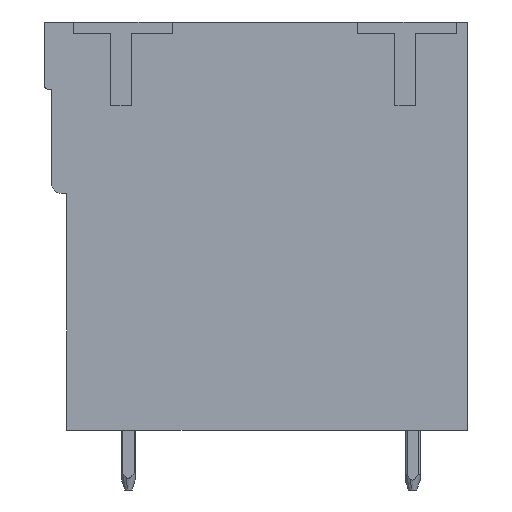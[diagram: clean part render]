
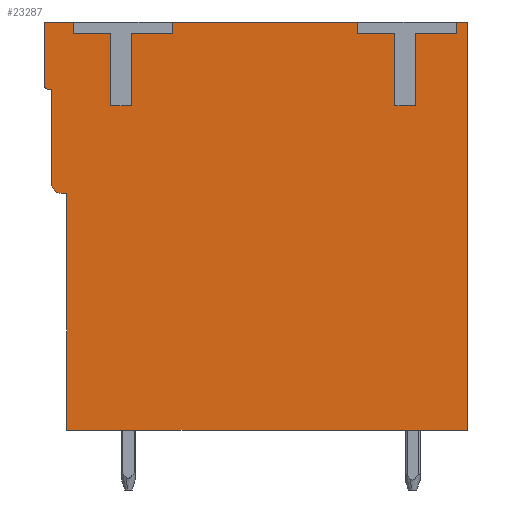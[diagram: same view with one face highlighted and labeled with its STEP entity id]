
A CAD part, left-side view. The second image highlights one B-rep face of the part: STEP entity #23287.
In plain terms, the highlighted planar face has unit normal (-1, 0, 0).
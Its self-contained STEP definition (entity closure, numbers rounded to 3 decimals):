
#21371=AXIS2_PLACEMENT_3D('Circle Axis2P3D',#21369,#21370,$) ;
#21443=AXIS2_PLACEMENT_3D('Circle Axis2P3D',#21441,#21442,$) ;
#23245=AXIS2_PLACEMENT_3D('Plane Axis2P3D',#23242,#23243,#23244) ;
#458=CARTESIAN_POINT('Vertex',(0.3,21.5,3.2)) ;
#461=CARTESIAN_POINT('Line Origine',(0.3,21.5,9.55)) ;
#465=CARTESIAN_POINT('Vertex',(0.3,21.5,15.9)) ;
#19521=CARTESIAN_POINT('Vertex',(0.3,5.9,25.1)) ;
#19524=CARTESIAN_POINT('Line Origine',(0.3,5.9,24.8)) ;
#19528=CARTESIAN_POINT('Vertex',(0.3,5.9,24.5)) ;
#19543=CARTESIAN_POINT('Line Origine',(0.3,4.9,24.5)) ;
#19547=CARTESIAN_POINT('Vertex',(0.3,3.9,24.5)) ;
#19562=CARTESIAN_POINT('Line Origine',(0.3,3.9,22.55)) ;
#19566=CARTESIAN_POINT('Vertex',(0.3,3.9,20.6)) ;
#19581=CARTESIAN_POINT('Line Origine',(0.3,3.35,20.6)) ;
#19585=CARTESIAN_POINT('Vertex',(0.3,2.8,20.6)) ;
#19600=CARTESIAN_POINT('Line Origine',(0.3,2.8,22.55)) ;
#19604=CARTESIAN_POINT('Vertex',(0.3,2.8,24.5)) ;
#19619=CARTESIAN_POINT('Line Origine',(0.3,1.7,24.5)) ;
#19623=CARTESIAN_POINT('Vertex',(0.3,0.6,24.5)) ;
#19638=CARTESIAN_POINT('Line Origine',(0.3,0.6,24.8)) ;
#19642=CARTESIAN_POINT('Vertex',(0.3,0.6,25.1)) ;
#19661=CARTESIAN_POINT('Vertex',(0.3,21.14,25.1)) ;
#19664=CARTESIAN_POINT('Line Origine',(0.3,21.14,24.8)) ;
#19668=CARTESIAN_POINT('Vertex',(0.3,21.14,24.5)) ;
#19683=CARTESIAN_POINT('Line Origine',(0.3,20.14,24.5)) ;
#19687=CARTESIAN_POINT('Vertex',(0.3,19.14,24.5)) ;
#19702=CARTESIAN_POINT('Line Origine',(0.3,19.14,22.55)) ;
#19706=CARTESIAN_POINT('Vertex',(0.3,19.14,20.6)) ;
#19721=CARTESIAN_POINT('Line Origine',(0.3,18.59,20.6)) ;
#19725=CARTESIAN_POINT('Vertex',(0.3,18.04,20.6)) ;
#19740=CARTESIAN_POINT('Line Origine',(0.3,18.04,22.55)) ;
#19744=CARTESIAN_POINT('Vertex',(0.3,18.04,24.5)) ;
#19759=CARTESIAN_POINT('Line Origine',(0.3,16.94,24.5)) ;
#19763=CARTESIAN_POINT('Vertex',(0.3,15.84,24.5)) ;
#19778=CARTESIAN_POINT('Line Origine',(0.3,15.84,24.8)) ;
#19782=CARTESIAN_POINT('Vertex',(0.3,15.84,25.1)) ;
#21345=CARTESIAN_POINT('Line Origine',(0.3,21.65,15.9)) ;
#21349=CARTESIAN_POINT('Vertex',(0.3,21.8,15.9)) ;
#21369=CARTESIAN_POINT('Axis2P3D Location',(0.3,21.8,16.4)) ;
#21373=CARTESIAN_POINT('Vertex',(0.3,22.3,16.4)) ;
#21393=CARTESIAN_POINT('Line Origine',(0.3,22.3,18.95)) ;
#21397=CARTESIAN_POINT('Vertex',(0.3,22.3,21.5)) ;
#21417=CARTESIAN_POINT('Line Origine',(0.3,22.4,21.5)) ;
#21421=CARTESIAN_POINT('Vertex',(0.3,22.5,21.5)) ;
#21441=CARTESIAN_POINT('Axis2P3D Location',(0.3,22.5,21.7)) ;
#21445=CARTESIAN_POINT('Vertex',(0.3,22.7,21.7)) ;
#21465=CARTESIAN_POINT('Line Origine',(0.3,22.7,23.4)) ;
#21469=CARTESIAN_POINT('Vertex',(0.3,22.7,25.1)) ;
#21489=CARTESIAN_POINT('Line Origine',(0.3,10.87,25.1)) ;
#21494=CARTESIAN_POINT('Line Origine',(0.3,0.3,25.1)) ;
#21498=CARTESIAN_POINT('Vertex',(0.3,0.,25.1)) ;
#21506=CARTESIAN_POINT('Line Origine',(0.3,21.92,25.1)) ;
#23242=CARTESIAN_POINT('Axis2P3D Location',(0.3,0.,0.)) ;
#23247=CARTESIAN_POINT('Line Origine',(0.3,10.75,3.2)) ;
#23251=CARTESIAN_POINT('Vertex',(0.3,0.,3.2)) ;
#23254=CARTESIAN_POINT('Line Origine',(0.3,0.,14.15)) ;
#462=DIRECTION('Vector Direction',(0.,0.,1.)) ;
#19525=DIRECTION('Vector Direction',(0.,0.,1.)) ;
#19544=DIRECTION('Vector Direction',(0.,1.,0.)) ;
#19563=DIRECTION('Vector Direction',(0.,0.,1.)) ;
#19582=DIRECTION('Vector Direction',(0.,1.,0.)) ;
#19601=DIRECTION('Vector Direction',(0.,0.,-1.)) ;
#19620=DIRECTION('Vector Direction',(0.,1.,0.)) ;
#19639=DIRECTION('Vector Direction',(0.,0.,-1.)) ;
#19665=DIRECTION('Vector Direction',(0.,0.,1.)) ;
#19684=DIRECTION('Vector Direction',(0.,1.,0.)) ;
#19703=DIRECTION('Vector Direction',(0.,0.,1.)) ;
#19722=DIRECTION('Vector Direction',(0.,1.,0.)) ;
#19741=DIRECTION('Vector Direction',(0.,0.,-1.)) ;
#19760=DIRECTION('Vector Direction',(0.,1.,0.)) ;
#19779=DIRECTION('Vector Direction',(0.,0.,-1.)) ;
#21346=DIRECTION('Vector Direction',(0.,1.,0.)) ;
#21370=DIRECTION('Axis2P3D Direction',(-1.,0.,0.)) ;
#21394=DIRECTION('Vector Direction',(0.,0.,1.)) ;
#21418=DIRECTION('Vector Direction',(0.,1.,0.)) ;
#21442=DIRECTION('Axis2P3D Direction',(-1.,0.,0.)) ;
#21466=DIRECTION('Vector Direction',(0.,0.,1.)) ;
#21490=DIRECTION('Vector Direction',(0.,-1.,0.)) ;
#21495=DIRECTION('Vector Direction',(0.,-1.,0.)) ;
#21507=DIRECTION('Vector Direction',(0.,-1.,0.)) ;
#23243=DIRECTION('Axis2P3D Direction',(-1.,0.,0.)) ;
#23244=DIRECTION('Axis2P3D XDirection',(0.,0.,1.)) ;
#23248=DIRECTION('Vector Direction',(0.,1.,0.)) ;
#23255=DIRECTION('Vector Direction',(0.,0.,-1.)) ;
#463=VECTOR('Line Direction',#462,1.) ;
#19526=VECTOR('Line Direction',#19525,1.) ;
#19545=VECTOR('Line Direction',#19544,1.) ;
#19564=VECTOR('Line Direction',#19563,1.) ;
#19583=VECTOR('Line Direction',#19582,1.) ;
#19602=VECTOR('Line Direction',#19601,1.) ;
#19621=VECTOR('Line Direction',#19620,1.) ;
#19640=VECTOR('Line Direction',#19639,1.) ;
#19666=VECTOR('Line Direction',#19665,1.) ;
#19685=VECTOR('Line Direction',#19684,1.) ;
#19704=VECTOR('Line Direction',#19703,1.) ;
#19723=VECTOR('Line Direction',#19722,1.) ;
#19742=VECTOR('Line Direction',#19741,1.) ;
#19761=VECTOR('Line Direction',#19760,1.) ;
#19780=VECTOR('Line Direction',#19779,1.) ;
#21347=VECTOR('Line Direction',#21346,1.) ;
#21395=VECTOR('Line Direction',#21394,1.) ;
#21419=VECTOR('Line Direction',#21418,1.) ;
#21467=VECTOR('Line Direction',#21466,1.) ;
#21491=VECTOR('Line Direction',#21490,1.) ;
#21496=VECTOR('Line Direction',#21495,1.) ;
#21508=VECTOR('Line Direction',#21507,1.) ;
#23249=VECTOR('Line Direction',#23248,1.) ;
#23256=VECTOR('Line Direction',#23255,1.) ;
#23260=ORIENTED_EDGE('',*,*,#21493,.T.) ;
#23261=ORIENTED_EDGE('',*,*,#19784,.F.) ;
#23262=ORIENTED_EDGE('',*,*,#19765,.F.) ;
#23263=ORIENTED_EDGE('',*,*,#19746,.F.) ;
#23264=ORIENTED_EDGE('',*,*,#19727,.F.) ;
#23265=ORIENTED_EDGE('',*,*,#19708,.F.) ;
#23266=ORIENTED_EDGE('',*,*,#19689,.F.) ;
#23267=ORIENTED_EDGE('',*,*,#19670,.F.) ;
#23268=ORIENTED_EDGE('',*,*,#21510,.T.) ;
#23269=ORIENTED_EDGE('',*,*,#21471,.T.) ;
#23270=ORIENTED_EDGE('',*,*,#21447,.T.) ;
#23271=ORIENTED_EDGE('',*,*,#21423,.T.) ;
#23272=ORIENTED_EDGE('',*,*,#21399,.T.) ;
#23273=ORIENTED_EDGE('',*,*,#21375,.T.) ;
#23274=ORIENTED_EDGE('',*,*,#21351,.T.) ;
#23275=ORIENTED_EDGE('',*,*,#467,.T.) ;
#23276=ORIENTED_EDGE('',*,*,#23253,.T.) ;
#23277=ORIENTED_EDGE('',*,*,#23258,.T.) ;
#23278=ORIENTED_EDGE('',*,*,#21500,.T.) ;
#23279=ORIENTED_EDGE('',*,*,#19644,.F.) ;
#23280=ORIENTED_EDGE('',*,*,#19625,.F.) ;
#23281=ORIENTED_EDGE('',*,*,#19606,.F.) ;
#23282=ORIENTED_EDGE('',*,*,#19587,.F.) ;
#23283=ORIENTED_EDGE('',*,*,#19568,.F.) ;
#23284=ORIENTED_EDGE('',*,*,#19549,.F.) ;
#23285=ORIENTED_EDGE('',*,*,#19530,.F.) ;
#23287=ADVANCED_FACE('HOUSING',(#23286),#23246,.T.) ;
#21372=CIRCLE('generated circle',#21371,0.5) ;
#21444=CIRCLE('generated circle',#21443,0.2) ;
#467=EDGE_CURVE('',#466,#459,#464,.F.) ;
#19530=EDGE_CURVE('',#19522,#19529,#19527,.F.) ;
#19549=EDGE_CURVE('',#19529,#19548,#19546,.F.) ;
#19568=EDGE_CURVE('',#19548,#19567,#19565,.F.) ;
#19587=EDGE_CURVE('',#19567,#19586,#19584,.F.) ;
#19606=EDGE_CURVE('',#19586,#19605,#19603,.F.) ;
#19625=EDGE_CURVE('',#19605,#19624,#19622,.F.) ;
#19644=EDGE_CURVE('',#19624,#19643,#19641,.F.) ;
#19670=EDGE_CURVE('',#19662,#19669,#19667,.F.) ;
#19689=EDGE_CURVE('',#19669,#19688,#19686,.F.) ;
#19708=EDGE_CURVE('',#19688,#19707,#19705,.F.) ;
#19727=EDGE_CURVE('',#19707,#19726,#19724,.F.) ;
#19746=EDGE_CURVE('',#19726,#19745,#19743,.F.) ;
#19765=EDGE_CURVE('',#19745,#19764,#19762,.F.) ;
#19784=EDGE_CURVE('',#19764,#19783,#19781,.F.) ;
#21351=EDGE_CURVE('',#21350,#466,#21348,.F.) ;
#21375=EDGE_CURVE('',#21374,#21350,#21372,.T.) ;
#21399=EDGE_CURVE('',#21398,#21374,#21396,.F.) ;
#21423=EDGE_CURVE('',#21422,#21398,#21420,.F.) ;
#21447=EDGE_CURVE('',#21446,#21422,#21444,.T.) ;
#21471=EDGE_CURVE('',#21470,#21446,#21468,.F.) ;
#21493=EDGE_CURVE('',#19522,#19783,#21492,.F.) ;
#21500=EDGE_CURVE('',#21499,#19643,#21497,.F.) ;
#21510=EDGE_CURVE('',#19662,#21470,#21509,.F.) ;
#23253=EDGE_CURVE('',#459,#23252,#23250,.F.) ;
#23258=EDGE_CURVE('',#23252,#21499,#23257,.F.) ;
#23259=EDGE_LOOP('',(#23260,#23261,#23262,#23263,#23264,#23265,#23266,#23267,#23268,#23269,#23270,#23271,#23272,#23273,#23274,#23275,#23276,#23277,#23278,#23279,#23280,#23281,#23282,#23283,#23284,#23285)) ;
#23286=FACE_OUTER_BOUND('',#23259,.T.) ;
#464=LINE('Line',#461,#463) ;
#19527=LINE('Line',#19524,#19526) ;
#19546=LINE('Line',#19543,#19545) ;
#19565=LINE('Line',#19562,#19564) ;
#19584=LINE('Line',#19581,#19583) ;
#19603=LINE('Line',#19600,#19602) ;
#19622=LINE('Line',#19619,#19621) ;
#19641=LINE('Line',#19638,#19640) ;
#19667=LINE('Line',#19664,#19666) ;
#19686=LINE('Line',#19683,#19685) ;
#19705=LINE('Line',#19702,#19704) ;
#19724=LINE('Line',#19721,#19723) ;
#19743=LINE('Line',#19740,#19742) ;
#19762=LINE('Line',#19759,#19761) ;
#19781=LINE('Line',#19778,#19780) ;
#21348=LINE('Line',#21345,#21347) ;
#21396=LINE('Line',#21393,#21395) ;
#21420=LINE('Line',#21417,#21419) ;
#21468=LINE('Line',#21465,#21467) ;
#21492=LINE('Line',#21489,#21491) ;
#21497=LINE('Line',#21494,#21496) ;
#21509=LINE('Line',#21506,#21508) ;
#23250=LINE('Line',#23247,#23249) ;
#23257=LINE('Line',#23254,#23256) ;
#23246=PLANE('',#23245) ;
#459=VERTEX_POINT('',#458) ;
#466=VERTEX_POINT('',#465) ;
#19522=VERTEX_POINT('',#19521) ;
#19529=VERTEX_POINT('',#19528) ;
#19548=VERTEX_POINT('',#19547) ;
#19567=VERTEX_POINT('',#19566) ;
#19586=VERTEX_POINT('',#19585) ;
#19605=VERTEX_POINT('',#19604) ;
#19624=VERTEX_POINT('',#19623) ;
#19643=VERTEX_POINT('',#19642) ;
#19662=VERTEX_POINT('',#19661) ;
#19669=VERTEX_POINT('',#19668) ;
#19688=VERTEX_POINT('',#19687) ;
#19707=VERTEX_POINT('',#19706) ;
#19726=VERTEX_POINT('',#19725) ;
#19745=VERTEX_POINT('',#19744) ;
#19764=VERTEX_POINT('',#19763) ;
#19783=VERTEX_POINT('',#19782) ;
#21350=VERTEX_POINT('',#21349) ;
#21374=VERTEX_POINT('',#21373) ;
#21398=VERTEX_POINT('',#21397) ;
#21422=VERTEX_POINT('',#21421) ;
#21446=VERTEX_POINT('',#21445) ;
#21470=VERTEX_POINT('',#21469) ;
#21499=VERTEX_POINT('',#21498) ;
#23252=VERTEX_POINT('',#23251) ;
